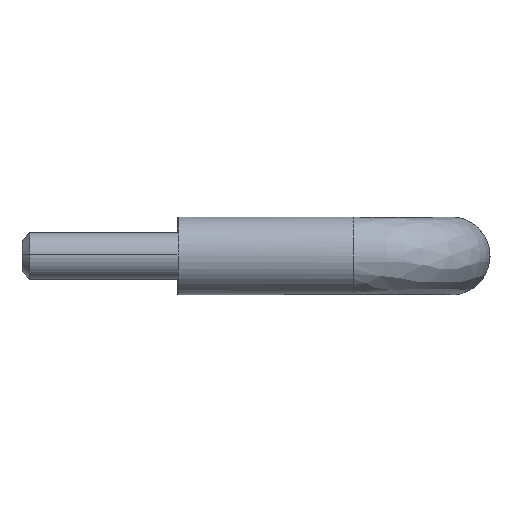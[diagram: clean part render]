
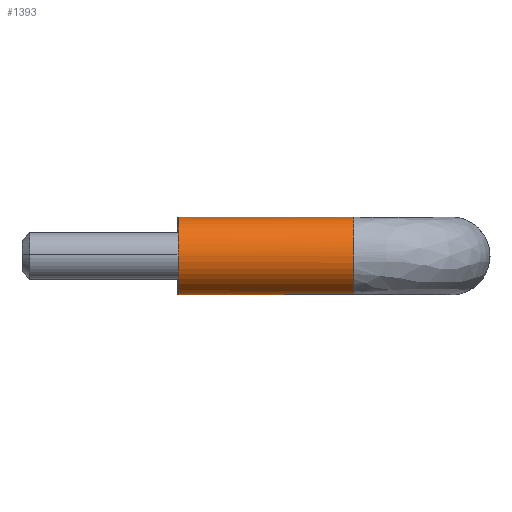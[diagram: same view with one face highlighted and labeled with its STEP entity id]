
A CAD part, left-side view. The second image highlights one B-rep face of the part: STEP entity #1393.
In plain terms, the highlighted free-form (B-spline) face has degree [2, 1] with [7, 2] control points.
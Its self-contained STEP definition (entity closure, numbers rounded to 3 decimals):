
#1196=CARTESIAN_POINT('',(2.421,-22.5,-4.375));
#1197=VERTEX_POINT('',#1196);
#1213=CARTESIAN_POINT('',(2.421,0.,-4.375));
#1214=VERTEX_POINT('',#1213);
#1215=CARTESIAN_POINT('',(2.421,0.,-4.375));
#1216=CARTESIAN_POINT('',(2.421,-22.5,-4.375));
#1217=QUASI_UNIFORM_CURVE('',1,(#1215,#1216),.UNSPECIFIED.,.F.,.U.);
#1218=EDGE_CURVE('',#1214,#1197,#1217,.T.);
#1235=CARTESIAN_POINT('',(3.686,0.,3.378));
#1236=VERTEX_POINT('',#1235);
#1250=CARTESIAN_POINT('',(3.686,-22.5,3.378));
#1251=VERTEX_POINT('',#1250);
#1252=CARTESIAN_POINT('',(3.686,0.,3.378));
#1253=CARTESIAN_POINT('',(3.686,-22.5,3.378));
#1254=QUASI_UNIFORM_CURVE('',1,(#1252,#1253),.UNSPECIFIED.,.F.,.U.);
#1255=EDGE_CURVE('',#1236,#1251,#1254,.T.);
#1273=CARTESIAN_POINT('',(3.686,0.563,3.378));
#1274=CARTESIAN_POINT('',(0.308,0.563,7.064));
#1275=CARTESIAN_POINT('',(-3.378,0.563,3.686));
#1276=CARTESIAN_POINT('',(-7.064,0.563,0.308));
#1277=CARTESIAN_POINT('',(-3.686,0.563,-3.378));
#1278=CARTESIAN_POINT('',(-1.025,0.563,-6.282));
#1279=CARTESIAN_POINT('',(2.421,0.563,-4.375));
#1280=CARTESIAN_POINT('',(3.686,-23.077,3.378));
#1281=CARTESIAN_POINT('',(0.308,-23.077,7.064));
#1282=CARTESIAN_POINT('',(-3.378,-23.077,3.686));
#1283=CARTESIAN_POINT('',(-7.064,-23.077,0.308));
#1284=CARTESIAN_POINT('',(-3.686,-23.077,-3.378));
#1285=CARTESIAN_POINT('',(-1.025,-23.077,-6.282));
#1286=CARTESIAN_POINT('',(2.421,-23.077,-4.375));
#1294=(BOUNDED_SURFACE()B_SPLINE_SURFACE(2,1,((#1273,#1280),(#1274,#1281),(#1275,#1282),(#1276,#1283),(#1277,#1284),(#1278,#1285),(#1279,#1286)),.UNSPECIFIED.,.F.,.F.,.U.)B_SPLINE_SURFACE_WITH_KNOTS((3,2,2,3),(2,2),(0.0,8.284,16.569,23.527),(0.0,23.639),.UNSPECIFIED.)GEOMETRIC_REPRESENTATION_ITEM()RATIONAL_B_SPLINE_SURFACE(((1.0,1.0),(0.707,0.707),(1.0,1.0),(0.707,0.707),(1.0,1.0),(0.754,0.754),(0.921,0.921)))REPRESENTATION_ITEM('')SURFACE());
#1295=CARTESIAN_POINT('',(-0.349,-22.5,-4.988));
#1296=VERTEX_POINT('',#1295);
#1297=CARTESIAN_POINT('',(-0.349,-22.5,-4.988));
#1298=CARTESIAN_POINT('',(-0.175,-22.5,-5.0));
#1299=CARTESIAN_POINT('',(0.,-22.5,-5.0));
#1300=CARTESIAN_POINT('',(1.291,-22.5,-5.));
#1301=CARTESIAN_POINT('',(2.421,-22.5,-4.375));
#1309=(BOUNDED_CURVE()B_SPLINE_CURVE(2,(#1297,#1298,#1299,#1300,#1301),.UNSPECIFIED.,.F.,.U.)B_SPLINE_CURVE_WITH_KNOTS((3,2,3),(0.238,0.25,0.332),.UNSPECIFIED.)CURVE()GEOMETRIC_REPRESENTATION_ITEM()RATIONAL_B_SPLINE_CURVE((0.973,0.986,1.0,0.903,0.87))REPRESENTATION_ITEM(''));
#1310=EDGE_CURVE('',#1296,#1197,#1309,.T.);
#1311=ORIENTED_EDGE('',*,*,#1310,.F.);
#1312=CARTESIAN_POINT('',(-5.,-22.5,0.0));
#1313=VERTEX_POINT('',#1312);
#1314=CARTESIAN_POINT('',(-5.,-22.5,0.0));
#1315=CARTESIAN_POINT('',(-5.,-22.5,-4.663));
#1316=CARTESIAN_POINT('',(-0.349,-22.5,-4.988));
#1324=(BOUNDED_CURVE()B_SPLINE_CURVE(2,(#1314,#1315,#1316),.UNSPECIFIED.,.F.,.U.)B_SPLINE_CURVE_WITH_KNOTS((3,3),(0.0,0.238),.UNSPECIFIED.)CURVE()GEOMETRIC_REPRESENTATION_ITEM()RATIONAL_B_SPLINE_CURVE((1.0,0.721,0.973))REPRESENTATION_ITEM(''));
#1325=EDGE_CURVE('',#1313,#1296,#1324,.T.);
#1326=ORIENTED_EDGE('',*,*,#1325,.F.);
#1327=CARTESIAN_POINT('',(0.063,-22.5,5.));
#1328=VERTEX_POINT('',#1327);
#1329=CARTESIAN_POINT('',(0.063,-22.5,5.));
#1330=CARTESIAN_POINT('',(0.031,-22.5,5.));
#1331=CARTESIAN_POINT('',(0.,-22.5,5.0));
#1332=CARTESIAN_POINT('',(-5.,-22.5,5.));
#1333=CARTESIAN_POINT('',(-5.,-22.5,0.0));
#1341=(BOUNDED_CURVE()B_SPLINE_CURVE(2,(#1329,#1330,#1331,#1332,#1333),.UNSPECIFIED.,.F.,.U.)B_SPLINE_CURVE_WITH_KNOTS((3,2,3),(0.748,0.75,1.0),.UNSPECIFIED.)CURVE()GEOMETRIC_REPRESENTATION_ITEM()RATIONAL_B_SPLINE_CURVE((0.995,0.997,1.0,0.707,1.0))REPRESENTATION_ITEM(''));
#1342=EDGE_CURVE('',#1328,#1313,#1341,.T.);
#1343=ORIENTED_EDGE('',*,*,#1342,.F.);
#1344=CARTESIAN_POINT('',(3.686,-22.5,3.378));
#1345=CARTESIAN_POINT('',(2.225,-22.5,4.972));
#1346=CARTESIAN_POINT('',(0.063,-22.5,5.));
#1354=(BOUNDED_CURVE()B_SPLINE_CURVE(2,(#1344,#1345,#1346),.UNSPECIFIED.,.F.,.U.)B_SPLINE_CURVE_WITH_KNOTS((3,3),(0.618,0.748),.UNSPECIFIED.)CURVE()GEOMETRIC_REPRESENTATION_ITEM()RATIONAL_B_SPLINE_CURVE((0.854,0.846,0.995))REPRESENTATION_ITEM(''));
#1355=EDGE_CURVE('',#1251,#1328,#1354,.T.);
#1356=ORIENTED_EDGE('',*,*,#1355,.F.);
#1357=ORIENTED_EDGE('',*,*,#1255,.F.);
#1358=CARTESIAN_POINT('',(-5.0,0.0,0.0));
#1359=VERTEX_POINT('',#1358);
#1360=CARTESIAN_POINT('',(3.686,0.,3.378));
#1361=CARTESIAN_POINT('',(2.2,0.0,5.0));
#1362=CARTESIAN_POINT('',(0.0,0.0,5.0));
#1363=CARTESIAN_POINT('',(-5.,0.0,5.));
#1364=CARTESIAN_POINT('',(-5.0,0.0,0.0));
#1372=(BOUNDED_CURVE()B_SPLINE_CURVE(2,(#1360,#1361,#1362,#1363,#1364),.UNSPECIFIED.,.F.,.U.)B_SPLINE_CURVE_WITH_KNOTS((3,2,3),(0.618,0.75,1.0),.UNSPECIFIED.)CURVE()GEOMETRIC_REPRESENTATION_ITEM()RATIONAL_B_SPLINE_CURVE((0.854,0.846,1.0,0.707,1.0))REPRESENTATION_ITEM(''));
#1373=EDGE_CURVE('',#1236,#1359,#1372,.T.);
#1374=ORIENTED_EDGE('',*,*,#1373,.T.);
#1375=CARTESIAN_POINT('',(-5.0,0.0,0.0));
#1376=CARTESIAN_POINT('',(-5.,0.0,-5.));
#1377=CARTESIAN_POINT('',(0.0,0.0,-5.0));
#1378=CARTESIAN_POINT('',(1.291,0.0,-5.0));
#1379=CARTESIAN_POINT('',(2.421,0.,-4.375));
#1387=(BOUNDED_CURVE()B_SPLINE_CURVE(2,(#1375,#1376,#1377,#1378,#1379),.UNSPECIFIED.,.F.,.U.)B_SPLINE_CURVE_WITH_KNOTS((3,2,3),(0.0,0.25,0.332),.UNSPECIFIED.)CURVE()GEOMETRIC_REPRESENTATION_ITEM()RATIONAL_B_SPLINE_CURVE((1.0,0.707,1.0,0.903,0.87))REPRESENTATION_ITEM(''));
#1388=EDGE_CURVE('',#1359,#1214,#1387,.T.);
#1389=ORIENTED_EDGE('',*,*,#1388,.T.);
#1390=ORIENTED_EDGE('',*,*,#1218,.T.);
#1391=EDGE_LOOP('',(#1311,#1326,#1343,#1356,#1357,#1374,#1389,#1390));
#1392=FACE_OUTER_BOUND('',#1391,.T.);
#1393=ADVANCED_FACE('',(#1392),#1294,.T.);
